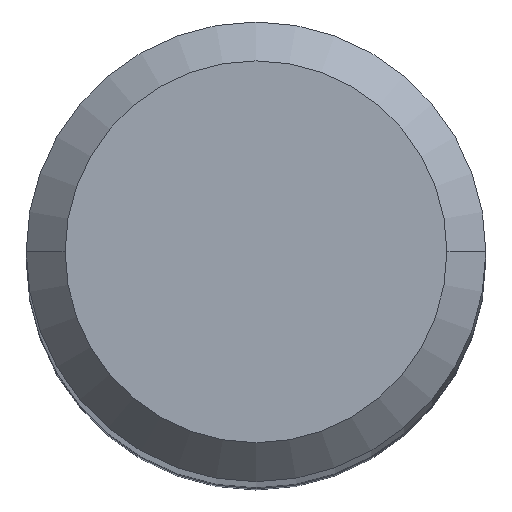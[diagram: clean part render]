
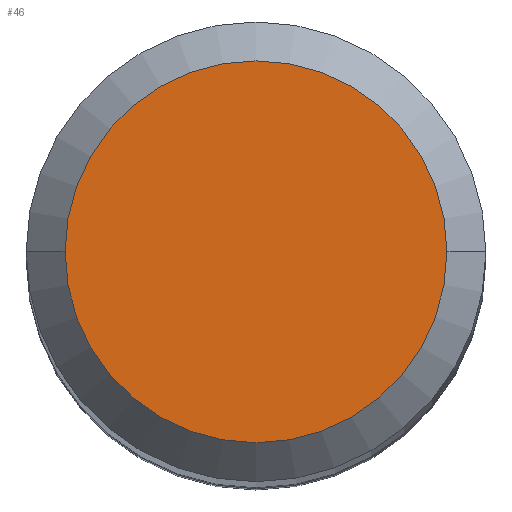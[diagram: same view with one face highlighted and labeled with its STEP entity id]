
A CAD part, top view. The second image highlights one B-rep face of the part: STEP entity #46.
In plain terms, the highlighted planar face has unit normal (0, 0, 1).
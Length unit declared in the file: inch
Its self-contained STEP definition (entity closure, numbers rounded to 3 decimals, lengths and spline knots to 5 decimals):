
#46 = ADVANCED_FACE ( 'NONE', ( #522 ), #318, .F. ) ;
#70 = EDGE_CURVE ( 'NONE', #551, #187, #199, .T. ) ;
#115 = DIRECTION ( 'NONE',  ( 0., 0., -1. ) ) ;
#116 = ORIENTED_EDGE ( 'NONE', *, *, #70, .T. ) ;
#146 = CARTESIAN_POINT ( 'NONE',  ( 0., 0.0981, 0. ) ) ;
#168 = DIRECTION ( 'NONE',  ( 0., 0., 1. ) ) ;
#171 = DIRECTION ( 'NONE',  ( 1., 0., 0. ) ) ;
#183 = CARTESIAN_POINT ( 'NONE',  ( 0.0981, 0., 0. ) ) ;
#187 = VERTEX_POINT ( 'NONE', #183 ) ;
#199 = CIRCLE ( 'NONE', #494, 0.0981 ) ;
#212 = ORIENTED_EDGE ( 'NONE', *, *, #404, .T. ) ;
#227 = DIRECTION ( 'NONE',  ( -1., 0., 0. ) ) ;
#248 = CARTESIAN_POINT ( 'NONE',  ( -0.0981, 0., 0. ) ) ;
#277 = CARTESIAN_POINT ( 'NONE',  ( 0., 0., 0. ) ) ;
#312 = DIRECTION ( 'NONE',  ( 1., 0., 0. ) ) ;
#318 = PLANE ( 'NONE',  #449 ) ;
#321 = CIRCLE ( 'NONE', #450, 0.0981 ) ;
#330 = EDGE_LOOP ( 'NONE', ( #116, #212 ) ) ;
#404 = EDGE_CURVE ( 'NONE', #187, #551, #321, .T. ) ;
#447 = DIRECTION ( 'NONE',  ( 0., 0., 1. ) ) ;
#449 = AXIS2_PLACEMENT_3D ( 'NONE', #146, #115, #227 ) ;
#450 = AXIS2_PLACEMENT_3D ( 'NONE', #549, #168, #171 ) ;
#494 = AXIS2_PLACEMENT_3D ( 'NONE', #277, #447, #312 ) ;
#522 = FACE_OUTER_BOUND ( 'NONE', #330, .T. ) ;
#549 = CARTESIAN_POINT ( 'NONE',  ( 0., 0., 0. ) ) ;
#551 = VERTEX_POINT ( 'NONE', #248 ) ;
